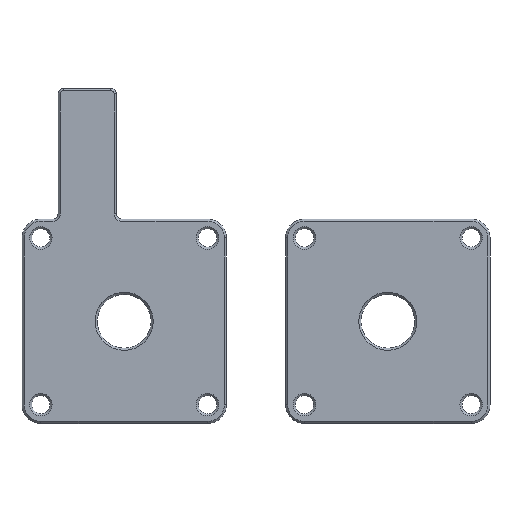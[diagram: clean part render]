
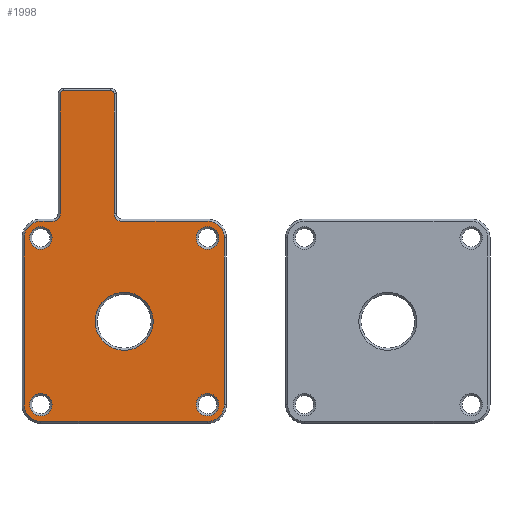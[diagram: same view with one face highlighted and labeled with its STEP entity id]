
A CAD part, front view. The second image highlights one B-rep face of the part: STEP entity #1998.
In plain terms, the highlighted planar face has unit normal (0, -1, 0).
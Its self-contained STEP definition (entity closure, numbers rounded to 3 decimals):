
#90=FACE_BOUND('',#414,.T.);
#91=FACE_BOUND('',#415,.T.);
#92=FACE_BOUND('',#416,.T.);
#93=FACE_BOUND('',#417,.T.);
#94=FACE_BOUND('',#418,.T.);
#150=CIRCLE('',#2190,2.1);
#152=CIRCLE('',#2193,3.1);
#153=CIRCLE('',#2194,3.1);
#154=CIRCLE('',#2195,1.4);
#155=CIRCLE('',#2196,0.6);
#156=CIRCLE('',#2197,0.6);
#157=CIRCLE('',#2198,1.4);
#158=CIRCLE('',#2199,3.1);
#159=CIRCLE('',#2200,3.1);
#160=CIRCLE('',#2201,2.1);
#161=CIRCLE('',#2202,2.1);
#162=CIRCLE('',#2203,5.4);
#163=CIRCLE('',#2204,2.1);
#282=FACE_OUTER_BOUND('',#413,.T.);
#413=EDGE_LOOP('',(#1542,#1543,#1544,#1545,#1546,#1547,#1548,#1549,#1550,
#1551,#1552,#1553,#1554,#1555,#1556,#1557));
#414=EDGE_LOOP('',(#1558));
#415=EDGE_LOOP('',(#1559));
#416=EDGE_LOOP('',(#1560));
#417=EDGE_LOOP('',(#1561));
#418=EDGE_LOOP('',(#1562));
#557=LINE('',#3329,#721);
#558=LINE('',#3333,#722);
#559=LINE('',#3337,#723);
#560=LINE('',#3341,#724);
#561=LINE('',#3345,#725);
#562=LINE('',#3349,#726);
#563=LINE('',#3353,#727);
#564=LINE('',#3356,#728);
#721=VECTOR('',#2604,10.);
#722=VECTOR('',#2607,10.);
#723=VECTOR('',#2610,10.);
#724=VECTOR('',#2613,10.);
#725=VECTOR('',#2616,10.);
#726=VECTOR('',#2619,10.);
#727=VECTOR('',#2622,10.);
#728=VECTOR('',#2625,10.);
#904=VERTEX_POINT('',#3319);
#906=VERTEX_POINT('',#3325);
#907=VERTEX_POINT('',#3326);
#908=VERTEX_POINT('',#3328);
#909=VERTEX_POINT('',#3330);
#910=VERTEX_POINT('',#3332);
#911=VERTEX_POINT('',#3334);
#912=VERTEX_POINT('',#3336);
#913=VERTEX_POINT('',#3338);
#914=VERTEX_POINT('',#3340);
#915=VERTEX_POINT('',#3342);
#916=VERTEX_POINT('',#3344);
#917=VERTEX_POINT('',#3346);
#918=VERTEX_POINT('',#3348);
#919=VERTEX_POINT('',#3350);
#920=VERTEX_POINT('',#3352);
#921=VERTEX_POINT('',#3354);
#922=VERTEX_POINT('',#3357);
#923=VERTEX_POINT('',#3359);
#924=VERTEX_POINT('',#3361);
#925=VERTEX_POINT('',#3363);
#1129=EDGE_CURVE('',#904,#904,#150,.T.);
#1132=EDGE_CURVE('',#906,#907,#152,.T.);
#1133=EDGE_CURVE('',#908,#906,#557,.T.);
#1134=EDGE_CURVE('',#909,#908,#153,.T.);
#1135=EDGE_CURVE('',#910,#909,#558,.T.);
#1136=EDGE_CURVE('',#911,#910,#154,.T.);
#1137=EDGE_CURVE('',#912,#911,#559,.T.);
#1138=EDGE_CURVE('',#913,#912,#155,.T.);
#1139=EDGE_CURVE('',#914,#913,#560,.T.);
#1140=EDGE_CURVE('',#915,#914,#156,.T.);
#1141=EDGE_CURVE('',#916,#915,#561,.T.);
#1142=EDGE_CURVE('',#917,#916,#157,.T.);
#1143=EDGE_CURVE('',#918,#917,#562,.T.);
#1144=EDGE_CURVE('',#919,#918,#158,.T.);
#1145=EDGE_CURVE('',#920,#919,#563,.T.);
#1146=EDGE_CURVE('',#921,#920,#159,.T.);
#1147=EDGE_CURVE('',#907,#921,#564,.T.);
#1148=EDGE_CURVE('',#922,#922,#160,.T.);
#1149=EDGE_CURVE('',#923,#923,#161,.T.);
#1150=EDGE_CURVE('',#924,#924,#162,.T.);
#1151=EDGE_CURVE('',#925,#925,#163,.T.);
#1542=ORIENTED_EDGE('',*,*,#1132,.F.);
#1543=ORIENTED_EDGE('',*,*,#1133,.F.);
#1544=ORIENTED_EDGE('',*,*,#1134,.F.);
#1545=ORIENTED_EDGE('',*,*,#1135,.F.);
#1546=ORIENTED_EDGE('',*,*,#1136,.F.);
#1547=ORIENTED_EDGE('',*,*,#1137,.F.);
#1548=ORIENTED_EDGE('',*,*,#1138,.F.);
#1549=ORIENTED_EDGE('',*,*,#1139,.F.);
#1550=ORIENTED_EDGE('',*,*,#1140,.F.);
#1551=ORIENTED_EDGE('',*,*,#1141,.F.);
#1552=ORIENTED_EDGE('',*,*,#1142,.F.);
#1553=ORIENTED_EDGE('',*,*,#1143,.F.);
#1554=ORIENTED_EDGE('',*,*,#1144,.F.);
#1555=ORIENTED_EDGE('',*,*,#1145,.F.);
#1556=ORIENTED_EDGE('',*,*,#1146,.F.);
#1557=ORIENTED_EDGE('',*,*,#1147,.F.);
#1558=ORIENTED_EDGE('',*,*,#1148,.F.);
#1559=ORIENTED_EDGE('',*,*,#1149,.F.);
#1560=ORIENTED_EDGE('',*,*,#1150,.F.);
#1561=ORIENTED_EDGE('',*,*,#1151,.F.);
#1562=ORIENTED_EDGE('',*,*,#1129,.F.);
#1910=PLANE('',#2192);
#1998=ADVANCED_FACE('',(#282,#90,#91,#92,#93,#94),#1910,.F.);
#2190=AXIS2_PLACEMENT_3D('',#3320,#2595,#2596);
#2192=AXIS2_PLACEMENT_3D('',#3324,#2600,#2601);
#2193=AXIS2_PLACEMENT_3D('',#3327,#2602,#2603);
#2194=AXIS2_PLACEMENT_3D('',#3331,#2605,#2606);
#2195=AXIS2_PLACEMENT_3D('',#3335,#2608,#2609);
#2196=AXIS2_PLACEMENT_3D('',#3339,#2611,#2612);
#2197=AXIS2_PLACEMENT_3D('',#3343,#2614,#2615);
#2198=AXIS2_PLACEMENT_3D('',#3347,#2617,#2618);
#2199=AXIS2_PLACEMENT_3D('',#3351,#2620,#2621);
#2200=AXIS2_PLACEMENT_3D('',#3355,#2623,#2624);
#2201=AXIS2_PLACEMENT_3D('',#3358,#2626,#2627);
#2202=AXIS2_PLACEMENT_3D('',#3360,#2628,#2629);
#2203=AXIS2_PLACEMENT_3D('',#3362,#2630,#2631);
#2204=AXIS2_PLACEMENT_3D('',#3364,#2632,#2633);
#2595=DIRECTION('center_axis',(0.,-1.,0.));
#2596=DIRECTION('ref_axis',(1.,0.,0.));
#2600=DIRECTION('center_axis',(0.,1.,0.));
#2601=DIRECTION('ref_axis',(1.,0.,0.));
#2602=DIRECTION('center_axis',(0.,1.,0.));
#2603=DIRECTION('ref_axis',(1.,0.,0.));
#2604=DIRECTION('',(0.,0.,-1.));
#2605=DIRECTION('center_axis',(0.,1.,0.));
#2606=DIRECTION('ref_axis',(1.,0.,0.));
#2607=DIRECTION('',(1.,0.,0.));
#2608=DIRECTION('center_axis',(0.,-1.,0.));
#2609=DIRECTION('ref_axis',(-0.707,0.,-0.707));
#2610=DIRECTION('',(0.,0.,-1.));
#2611=DIRECTION('center_axis',(0.,1.,0.));
#2612=DIRECTION('ref_axis',(0.707,0.,0.707));
#2613=DIRECTION('',(1.,0.,0.));
#2614=DIRECTION('center_axis',(0.,1.,0.));
#2615=DIRECTION('ref_axis',(-0.707,0.,0.707));
#2616=DIRECTION('',(0.,0.,1.));
#2617=DIRECTION('center_axis',(0.,-1.,0.));
#2618=DIRECTION('ref_axis',(0.707,0.,-0.707));
#2619=DIRECTION('',(1.,0.,0.));
#2620=DIRECTION('center_axis',(0.,1.,0.));
#2621=DIRECTION('ref_axis',(-1.,0.,0.));
#2622=DIRECTION('',(0.,0.,1.));
#2623=DIRECTION('center_axis',(0.,1.,0.));
#2624=DIRECTION('ref_axis',(-1.,0.,0.));
#2625=DIRECTION('',(-1.,0.,0.));
#2626=DIRECTION('center_axis',(0.,-1.,0.));
#2627=DIRECTION('ref_axis',(1.,0.,0.));
#2628=DIRECTION('center_axis',(0.,-1.,0.));
#2629=DIRECTION('ref_axis',(1.,0.,0.));
#2630=DIRECTION('center_axis',(0.,-1.,0.));
#2631=DIRECTION('ref_axis',(1.,0.,0.));
#2632=DIRECTION('center_axis',(0.,-1.,0.));
#2633=DIRECTION('ref_axis',(1.,0.,0.));
#3319=CARTESIAN_POINT('',(-35.6,35.95,3.6));
#3320=CARTESIAN_POINT('Origin',(-33.5,35.95,3.6));
#3324=CARTESIAN_POINT('Origin',(-49.,35.95,19.1));
#3325=CARTESIAN_POINT('',(-30.4,35.95,3.6));
#3326=CARTESIAN_POINT('',(-33.5,35.95,0.5));
#3327=CARTESIAN_POINT('Origin',(-33.5,35.95,3.6));
#3328=CARTESIAN_POINT('',(-30.4,35.95,34.6));
#3329=CARTESIAN_POINT('',(-30.4,35.95,26.85));
#3330=CARTESIAN_POINT('',(-33.5,35.95,37.7));
#3331=CARTESIAN_POINT('Origin',(-33.5,35.95,34.6));
#3332=CARTESIAN_POINT('',(-49.482,35.95,37.7));
#3333=CARTESIAN_POINT('',(-56.75,35.95,37.7));
#3334=CARTESIAN_POINT('',(-50.882,35.95,39.1));
#3335=CARTESIAN_POINT('Origin',(-49.482,35.95,39.1));
#3336=CARTESIAN_POINT('',(-50.882,35.95,61.376));
#3337=CARTESIAN_POINT('',(-50.882,35.95,40.738));
#3338=CARTESIAN_POINT('',(-51.482,35.95,61.976));
#3339=CARTESIAN_POINT('Origin',(-51.482,35.95,61.376));
#3340=CARTESIAN_POINT('',(-60.282,35.95,61.976));
#3341=CARTESIAN_POINT('',(-55.141,35.95,61.976));
#3342=CARTESIAN_POINT('',(-60.882,35.95,61.376));
#3343=CARTESIAN_POINT('Origin',(-60.282,35.95,61.376));
#3344=CARTESIAN_POINT('',(-60.882,35.95,39.1));
#3345=CARTESIAN_POINT('',(-60.882,35.95,28.6));
#3346=CARTESIAN_POINT('',(-62.282,35.95,37.7));
#3347=CARTESIAN_POINT('Origin',(-62.282,35.95,39.1));
#3348=CARTESIAN_POINT('',(-64.5,35.95,37.7));
#3349=CARTESIAN_POINT('',(-56.75,35.95,37.7));
#3350=CARTESIAN_POINT('',(-67.6,35.95,34.6));
#3351=CARTESIAN_POINT('Origin',(-64.5,35.95,34.6));
#3352=CARTESIAN_POINT('',(-67.6,35.95,3.6));
#3353=CARTESIAN_POINT('',(-67.6,35.95,11.35));
#3354=CARTESIAN_POINT('',(-64.5,35.95,0.5));
#3355=CARTESIAN_POINT('Origin',(-64.5,35.95,3.6));
#3356=CARTESIAN_POINT('',(-41.25,35.95,0.5));
#3357=CARTESIAN_POINT('',(-35.6,35.95,34.6));
#3358=CARTESIAN_POINT('Origin',(-33.5,35.95,34.6));
#3359=CARTESIAN_POINT('',(-66.6,35.95,3.6));
#3360=CARTESIAN_POINT('Origin',(-64.5,35.95,3.6));
#3361=CARTESIAN_POINT('',(-54.4,35.95,19.1));
#3362=CARTESIAN_POINT('Origin',(-49.,35.95,19.1));
#3363=CARTESIAN_POINT('',(-66.6,35.95,34.6));
#3364=CARTESIAN_POINT('Origin',(-64.5,35.95,34.6));
